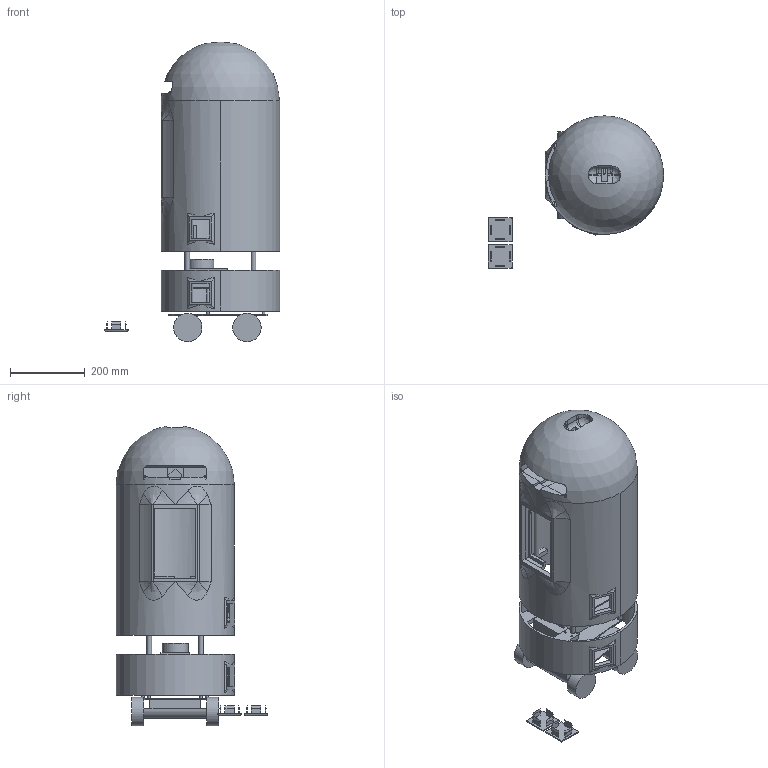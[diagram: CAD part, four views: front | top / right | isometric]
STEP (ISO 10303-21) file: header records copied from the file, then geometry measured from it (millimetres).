
FILE_DESCRIPTION(/* description */ (''),/* implementation_level */ '2;1');
FILE_NAME(/* name */ 'RobotShellRoundVersion.step',/* time_stamp */ '2022-12-21T07:06:51-06:00',/* author */ (''),/* organization */ (''),/* preprocessor_version */ 'ST-DEVELOPER v19.2',/* originating_system */ 'Autodesk Translation Framework v11.17.0.187',/* authorisation */ '');
FILE_SCHEMA (('AUTOMOTIVE_DESIGN { 1 0 10303 214 3 1 1 }'));
Length unit declared in the file: inch
Products named in the file (1): RobotShellRoundVersionOnly
Bounding box: 469.9 x 407.67 x 803.53 mm (x, y, z)
Volume: 14860563.4 mm3; surface area: 2049687.3 mm2
Topology: 10 solids, 13 shells, 836 faces, 2279 edges, 1477 vertices
Faces by surface type: plane 584, cylinder 198, bspline 47, sphere 6, torus 1
Full cylindrical faces by diameter (mm): 5.08 x8, 6.858 x4, 7.62 x6, 8.636 x2, 9.144 x4, 12.7 x4, 13.462 x4, 13.97 x4, 69.85 x1, 76.2 x4
Entity records: 28661 total; most frequent: CARTESIAN_POINT 7337, ORIENTED_EDGE 4526, DIRECTION 4253, EDGE_CURVE 2263, LINE 1619, VECTOR 1619, VERTEX_POINT 1477, AXIS2_PLACEMENT_3D 1317
